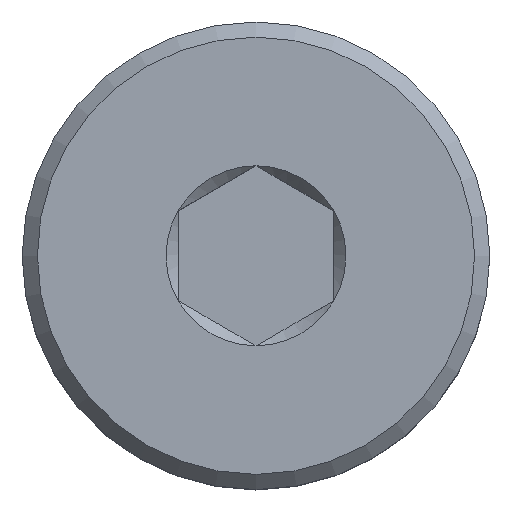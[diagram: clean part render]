
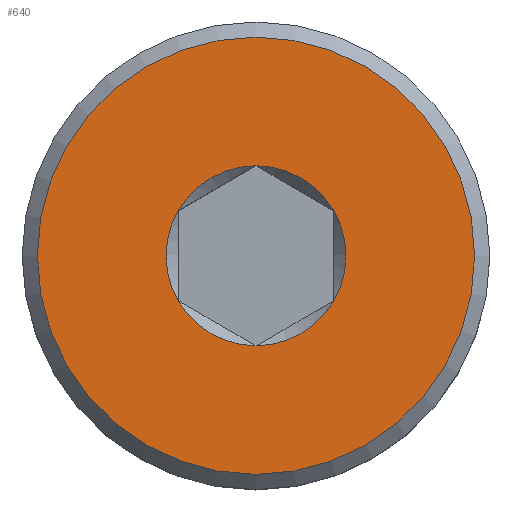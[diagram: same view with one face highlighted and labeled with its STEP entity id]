
A CAD part, top view. The second image highlights one B-rep face of the part: STEP entity #640.
In plain terms, the highlighted planar face has unit normal (0, 0, 1).
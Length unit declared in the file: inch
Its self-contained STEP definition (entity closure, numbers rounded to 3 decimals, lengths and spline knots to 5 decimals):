
#17=FACE_BOUND('',#127,.T.);
#20=PLANE('',#715);
#84=FACE_OUTER_BOUND('',#126,.T.);
#126=EDGE_LOOP('',(#512));
#127=EDGE_LOOP('',(#513,#514,#515,#516,#517,#518));
#153=CIRCLE('',#692,0.07217);
#155=CIRCLE('',#695,0.17531);
#167=CIRCLE('',#716,0.07217);
#168=CIRCLE('',#717,0.07217);
#169=CIRCLE('',#718,0.07217);
#170=CIRCLE('',#719,0.07217);
#171=CIRCLE('',#720,0.07217);
#289=VERTEX_POINT('',#1539);
#290=VERTEX_POINT('',#1540);
#292=VERTEX_POINT('',#1548);
#305=VERTEX_POINT('',#1708);
#306=VERTEX_POINT('',#1710);
#307=VERTEX_POINT('',#1712);
#308=VERTEX_POINT('',#1714);
#361=EDGE_CURVE('',#289,#290,#153,.T.);
#364=EDGE_CURVE('',#292,#292,#155,.T.);
#387=EDGE_CURVE('',#305,#289,#167,.T.);
#388=EDGE_CURVE('',#306,#305,#168,.T.);
#389=EDGE_CURVE('',#307,#306,#169,.T.);
#390=EDGE_CURVE('',#308,#307,#170,.T.);
#391=EDGE_CURVE('',#290,#308,#171,.T.);
#512=ORIENTED_EDGE('',*,*,#364,.T.);
#513=ORIENTED_EDGE('',*,*,#387,.F.);
#514=ORIENTED_EDGE('',*,*,#388,.F.);
#515=ORIENTED_EDGE('',*,*,#389,.F.);
#516=ORIENTED_EDGE('',*,*,#390,.F.);
#517=ORIENTED_EDGE('',*,*,#391,.F.);
#518=ORIENTED_EDGE('',*,*,#361,.F.);
#640=ADVANCED_FACE('',(#84,#17),#20,.T.);
#692=AXIS2_PLACEMENT_3D('',#1544,#791,#792);
#695=AXIS2_PLACEMENT_3D('',#1550,#798,#799);
#715=AXIS2_PLACEMENT_3D('',#1707,#843,#844);
#716=AXIS2_PLACEMENT_3D('',#1709,#845,#846);
#717=AXIS2_PLACEMENT_3D('',#1711,#847,#848);
#718=AXIS2_PLACEMENT_3D('',#1713,#849,#850);
#719=AXIS2_PLACEMENT_3D('',#1715,#851,#852);
#720=AXIS2_PLACEMENT_3D('',#1716,#853,#854);
#791=DIRECTION('center_axis',(0.,0.,1.));
#792=DIRECTION('ref_axis',(1.,0.,0.));
#798=DIRECTION('center_axis',(0.,0.,1.));
#799=DIRECTION('ref_axis',(0.,-1.,0.));
#843=DIRECTION('center_axis',(0.,0.,1.));
#844=DIRECTION('ref_axis',(0.,-1.,0.));
#845=DIRECTION('center_axis',(0.,0.,1.));
#846=DIRECTION('ref_axis',(1.,0.,0.));
#847=DIRECTION('center_axis',(0.,0.,1.));
#848=DIRECTION('ref_axis',(1.,0.,0.));
#849=DIRECTION('center_axis',(0.,0.,1.));
#850=DIRECTION('ref_axis',(1.,0.,0.));
#851=DIRECTION('center_axis',(0.,0.,1.));
#852=DIRECTION('ref_axis',(1.,0.,0.));
#853=DIRECTION('center_axis',(0.,0.,1.));
#854=DIRECTION('ref_axis',(1.,0.,0.));
#1539=CARTESIAN_POINT('',(0.0625,-0.03608,0.));
#1540=CARTESIAN_POINT('',(0.0625,0.03608,0.));
#1544=CARTESIAN_POINT('Origin',(0.,0.,0.));
#1548=CARTESIAN_POINT('',(0.,-0.17531,0.));
#1550=CARTESIAN_POINT('Origin',(0.,0.,0.));
#1707=CARTESIAN_POINT('Origin',(0.,0.,0.));
#1708=CARTESIAN_POINT('',(0.,-0.07217,0.));
#1709=CARTESIAN_POINT('Origin',(0.,0.,0.));
#1710=CARTESIAN_POINT('',(-0.0625,-0.03608,0.));
#1711=CARTESIAN_POINT('Origin',(0.,0.,0.));
#1712=CARTESIAN_POINT('',(-0.0625,0.03608,0.));
#1713=CARTESIAN_POINT('Origin',(0.,0.,0.));
#1714=CARTESIAN_POINT('',(0.,0.07217,0.));
#1715=CARTESIAN_POINT('Origin',(0.,0.,0.));
#1716=CARTESIAN_POINT('Origin',(0.,0.,0.));
